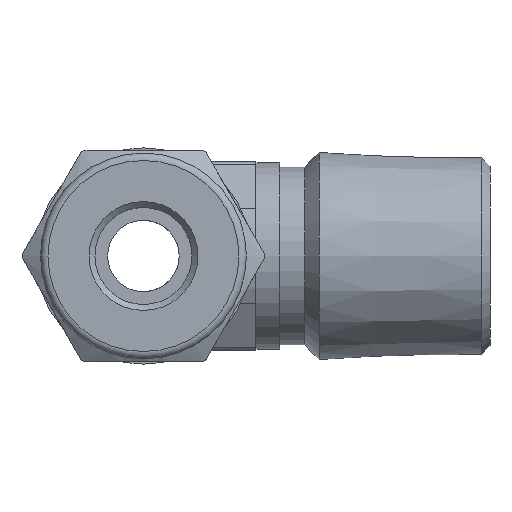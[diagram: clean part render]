
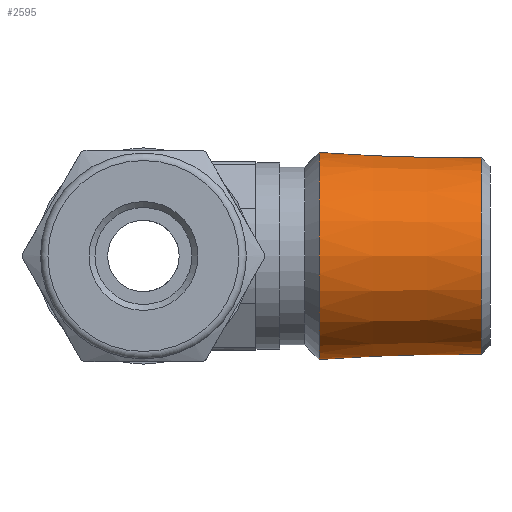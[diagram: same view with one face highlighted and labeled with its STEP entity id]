
A CAD part, left-side view. The second image highlights one B-rep face of the part: STEP entity #2595.
In plain terms, the highlighted conical face has half-angle 1.78 degrees and reference radius 6.817 mm.
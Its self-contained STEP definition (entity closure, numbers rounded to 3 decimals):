
#232=CIRCLE('',#2876,6.646);
#233=CIRCLE('',#2878,6.987);
#358=CONICAL_SURFACE('',#2877,6.817,0.031);
#434=FACE_OUTER_BOUND('',#617,.T.);
#617=EDGE_LOOP('',(#2034,#2035,#2036,#2037));
#785=LINE('',#4411,#946);
#946=VECTOR('',#3482,6.817);
#1180=VERTEX_POINT('',#4405);
#1181=VERTEX_POINT('',#4409);
#1478=EDGE_CURVE('',#1180,#1180,#232,.T.);
#1480=EDGE_CURVE('',#1181,#1181,#233,.T.);
#1481=EDGE_CURVE('',#1181,#1180,#785,.T.);
#2034=ORIENTED_EDGE('',*,*,#1480,.F.);
#2035=ORIENTED_EDGE('',*,*,#1481,.T.);
#2036=ORIENTED_EDGE('',*,*,#1478,.T.);
#2037=ORIENTED_EDGE('',*,*,#1481,.F.);
#2595=ADVANCED_FACE('',(#434),#358,.T.);
#2876=AXIS2_PLACEMENT_3D('',#4406,#3475,#3476);
#2877=AXIS2_PLACEMENT_3D('',#4408,#3478,#3479);
#2878=AXIS2_PLACEMENT_3D('',#4410,#3480,#3481);
#3475=DIRECTION('center_axis',(0.,1.,0.));
#3476=DIRECTION('ref_axis',(1.,0.,0.));
#3478=DIRECTION('center_axis',(0.,1.,0.));
#3479=DIRECTION('ref_axis',(1.,0.,0.));
#3480=DIRECTION('center_axis',(0.,1.,0.));
#3481=DIRECTION('ref_axis',(1.,0.,0.));
#3482=DIRECTION('',(0.031,-1.,0.));
#4405=CARTESIAN_POINT('',(-6.646,-22.816,0.));
#4406=CARTESIAN_POINT('Origin',(0.,-22.816,0.));
#4408=CARTESIAN_POINT('Origin',(0.,-17.336,0.));
#4409=CARTESIAN_POINT('',(-6.987,-11.857,0.));
#4410=CARTESIAN_POINT('Origin',(0.,-11.857,0.));
#4411=CARTESIAN_POINT('',(-6.817,-17.336,0.));
